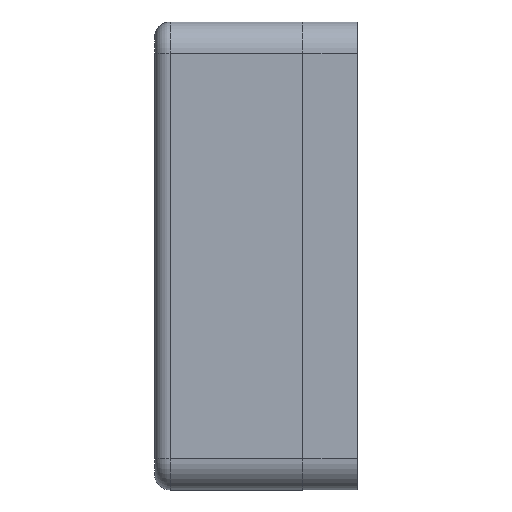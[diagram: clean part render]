
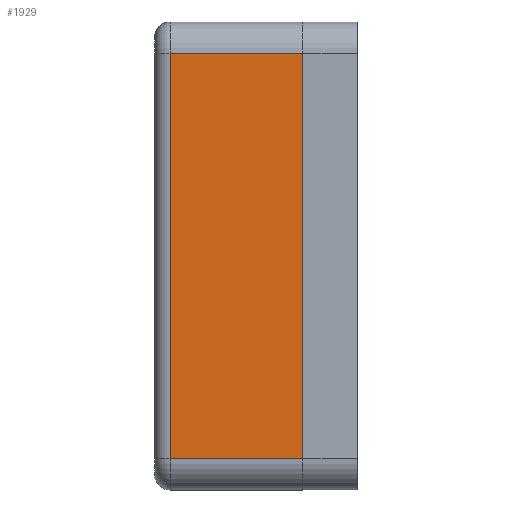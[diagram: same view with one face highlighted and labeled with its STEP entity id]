
A CAD part, left-side view. The second image highlights one B-rep face of the part: STEP entity #1929.
In plain terms, the highlighted planar face has unit normal (-1, 0, 0).
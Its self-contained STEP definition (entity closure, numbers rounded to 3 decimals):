
#52 = CARTESIAN_POINT ( 'NONE',  ( -34., 24., -26. ) ) ;
#66 = VERTEX_POINT ( 'NONE', #3639 ) ;
#92 = DIRECTION ( 'NONE',  ( 0., 0., -1. ) ) ;
#122 = EDGE_CURVE ( 'NONE', #5872, #702, #3722, .T. ) ;
#557 = CARTESIAN_POINT ( 'NONE',  ( -34., 24., 30. ) ) ;
#702 = VERTEX_POINT ( 'NONE', #52 ) ;
#717 = EDGE_LOOP ( 'NONE', ( #2151, #7724, #7044, #4859 ) ) ;
#1216 = CARTESIAN_POINT ( 'NONE',  ( -34., 7., 30. ) ) ;
#1280 = CARTESIAN_POINT ( 'NONE',  ( -34., 26., 26. ) ) ;
#1309 = CARTESIAN_POINT ( 'NONE',  ( -34., 26., 30. ) ) ;
#1500 = LINE ( 'NONE', #1280, #7700 ) ;
#1529 = LINE ( 'NONE', #1216, #4325 ) ;
#1879 = VECTOR ( 'NONE', #6630, 1000. ) ;
#1901 = DIRECTION ( 'NONE',  ( 0., 0., -1. ) ) ;
#1929 = ADVANCED_FACE ( 'NONE', ( #2386 ), #4275, .F. ) ;
#2151 = ORIENTED_EDGE ( 'NONE', *, *, #7043, .T. ) ;
#2386 = FACE_OUTER_BOUND ( 'NONE', #717, .T. ) ;
#2454 = CARTESIAN_POINT ( 'NONE',  ( -34., 7., -26. ) ) ;
#3639 = CARTESIAN_POINT ( 'NONE',  ( -34., 7., 26. ) ) ;
#3722 = LINE ( 'NONE', #557, #3922 ) ;
#3859 = VERTEX_POINT ( 'NONE', #2454 ) ;
#3922 = VECTOR ( 'NONE', #92, 1000. ) ;
#4275 = PLANE ( 'NONE',  #5456 ) ;
#4325 = VECTOR ( 'NONE', #6623, 1000. ) ;
#4531 = EDGE_CURVE ( 'NONE', #702, #3859, #6887, .T. ) ;
#4839 = DIRECTION ( 'NONE',  ( 0., 1., 0. ) ) ;
#4859 = ORIENTED_EDGE ( 'NONE', *, *, #5805, .T. ) ;
#5456 = AXIS2_PLACEMENT_3D ( 'NONE', #1309, #5508, #1901 ) ;
#5508 = DIRECTION ( 'NONE',  ( 1., 0., 0. ) ) ;
#5805 = EDGE_CURVE ( 'NONE', #3859, #66, #1529, .T. ) ;
#5872 = VERTEX_POINT ( 'NONE', #6702 ) ;
#6010 = CARTESIAN_POINT ( 'NONE',  ( -34., 26., -26. ) ) ;
#6623 = DIRECTION ( 'NONE',  ( 0., 0., 1. ) ) ;
#6630 = DIRECTION ( 'NONE',  ( 0., -1., 0. ) ) ;
#6702 = CARTESIAN_POINT ( 'NONE',  ( -34., 24., 26. ) ) ;
#6887 = LINE ( 'NONE', #6010, #1879 ) ;
#7043 = EDGE_CURVE ( 'NONE', #66, #5872, #1500, .T. ) ;
#7044 = ORIENTED_EDGE ( 'NONE', *, *, #4531, .T. ) ;
#7700 = VECTOR ( 'NONE', #4839, 1000. ) ;
#7724 = ORIENTED_EDGE ( 'NONE', *, *, #122, .T. ) ;
